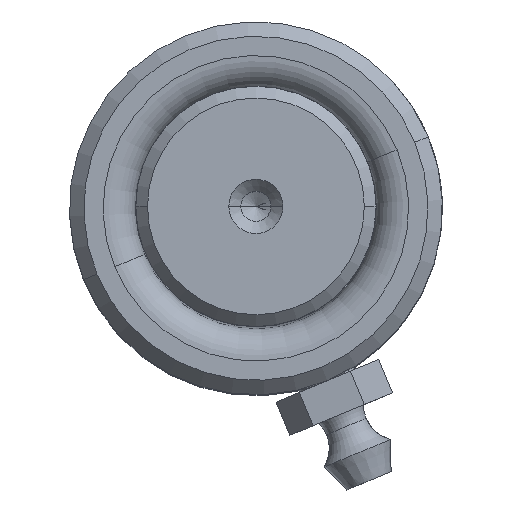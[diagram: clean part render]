
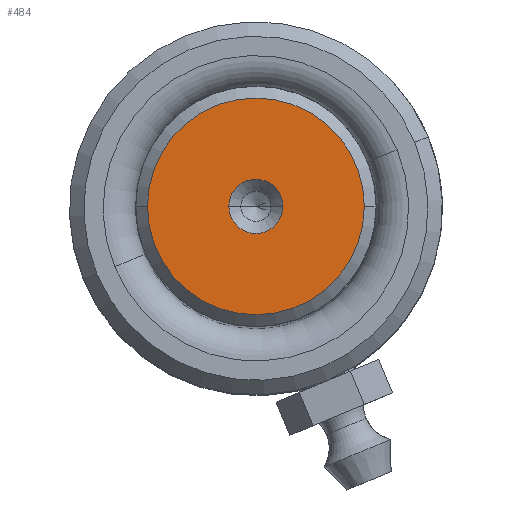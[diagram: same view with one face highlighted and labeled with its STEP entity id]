
A CAD part, top view. The second image highlights one B-rep face of the part: STEP entity #484.
In plain terms, the highlighted planar face has unit normal (0, 0, 1).
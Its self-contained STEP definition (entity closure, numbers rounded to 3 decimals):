
#105 = AXIS2_PLACEMENT_3D ( 'NONE', #3412, #1753, #6084 ) ;
#263 = DIRECTION ( 'NONE',  ( 1., 0., 0. ) ) ;
#335 = DIRECTION ( 'NONE',  ( 0., 0., 1. ) ) ;
#420 = CARTESIAN_POINT ( 'NONE',  ( 9.009, 0., 140. ) ) ;
#484 = ADVANCED_FACE ( 'NONE', ( #1044, #6224 ), #3979, .T. ) ;
#572 = ORIENTED_EDGE ( 'NONE', *, *, #2519, .T. ) ;
#973 = ORIENTED_EDGE ( 'NONE', *, *, #3744, .F. ) ;
#988 = CIRCLE ( 'NONE', #6608, 2.25 ) ;
#991 = VERTEX_POINT ( 'NONE', #5659 ) ;
#1044 = FACE_BOUND ( 'NONE', #2993, .T. ) ;
#1065 = VERTEX_POINT ( 'NONE', #5161 ) ;
#1148 = AXIS2_PLACEMENT_3D ( 'NONE', #1572, #4333, #2154 ) ;
#1306 = CIRCLE ( 'NONE', #7029, 9.009 ) ;
#1572 = CARTESIAN_POINT ( 'NONE',  ( 0., 0., 140. ) ) ;
#1606 = DIRECTION ( 'NONE',  ( 0., 0., 1. ) ) ;
#1753 = DIRECTION ( 'NONE',  ( 0., 0., 1. ) ) ;
#1857 = DIRECTION ( 'NONE',  ( 0., 0., 1. ) ) ;
#1987 = EDGE_CURVE ( 'NONE', #3505, #6152, #3841, .T. ) ;
#2154 = DIRECTION ( 'NONE',  ( 1., 0., 0. ) ) ;
#2355 = EDGE_LOOP ( 'NONE', ( #572, #2821 ) ) ;
#2519 = EDGE_CURVE ( 'NONE', #6152, #3505, #1306, .T. ) ;
#2821 = ORIENTED_EDGE ( 'NONE', *, *, #1987, .T. ) ;
#2993 = EDGE_LOOP ( 'NONE', ( #4743, #973 ) ) ;
#3412 = CARTESIAN_POINT ( 'NONE',  ( 0., 0., 140. ) ) ;
#3505 = VERTEX_POINT ( 'NONE', #420 ) ;
#3606 = CARTESIAN_POINT ( 'NONE',  ( 0., 0., 140. ) ) ;
#3744 = EDGE_CURVE ( 'NONE', #1065, #991, #6625, .T. ) ;
#3841 = CIRCLE ( 'NONE', #1148, 9.009 ) ;
#3979 = PLANE ( 'NONE',  #6329 ) ;
#4127 = DIRECTION ( 'NONE',  ( 1., 0., 0. ) ) ;
#4333 = DIRECTION ( 'NONE',  ( 0., 0., 1. ) ) ;
#4743 = ORIENTED_EDGE ( 'NONE', *, *, #5913, .F. ) ;
#4837 = CARTESIAN_POINT ( 'NONE',  ( 0., 0., 140. ) ) ;
#5161 = CARTESIAN_POINT ( 'NONE',  ( -2.25, 0., 140. ) ) ;
#5659 = CARTESIAN_POINT ( 'NONE',  ( 2.25, 0., 140. ) ) ;
#5913 = EDGE_CURVE ( 'NONE', #991, #1065, #988, .T. ) ;
#5943 = DIRECTION ( 'NONE',  ( 1., 0., 0. ) ) ;
#6084 = DIRECTION ( 'NONE',  ( 1., 0., 0. ) ) ;
#6152 = VERTEX_POINT ( 'NONE', #6289 ) ;
#6171 = CARTESIAN_POINT ( 'NONE',  ( 0., 0., 140. ) ) ;
#6224 = FACE_OUTER_BOUND ( 'NONE', #2355, .T. ) ;
#6289 = CARTESIAN_POINT ( 'NONE',  ( -9.009, 0., 140. ) ) ;
#6329 = AXIS2_PLACEMENT_3D ( 'NONE', #6171, #1857, #263 ) ;
#6608 = AXIS2_PLACEMENT_3D ( 'NONE', #4837, #1606, #5943 ) ;
#6625 = CIRCLE ( 'NONE', #105, 2.25 ) ;
#7029 = AXIS2_PLACEMENT_3D ( 'NONE', #3606, #335, #4127 ) ;
